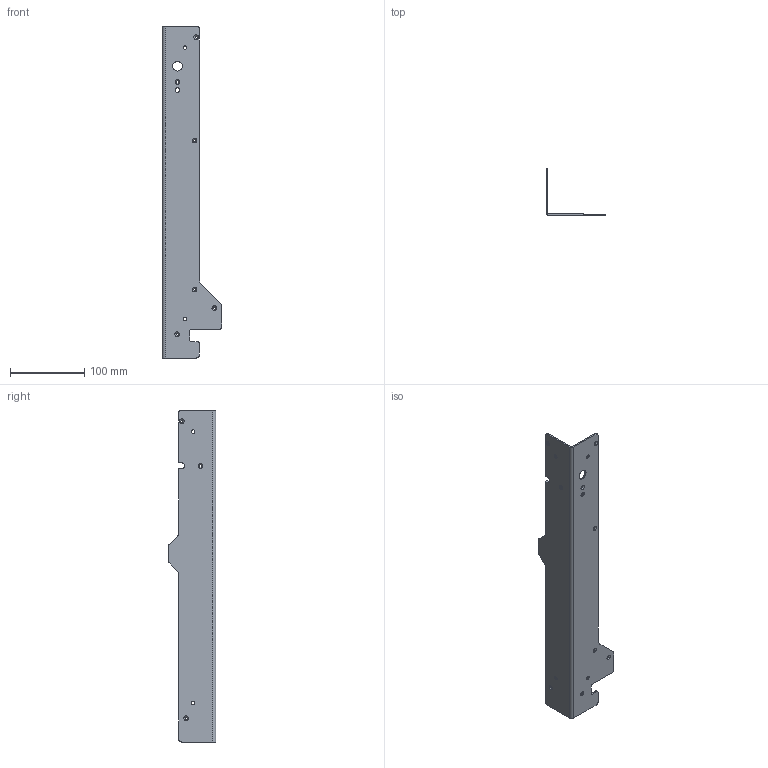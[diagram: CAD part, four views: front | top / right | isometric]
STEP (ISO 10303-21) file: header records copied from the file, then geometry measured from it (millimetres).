
FILE_DESCRIPTION(/* description */ ('ESQUINA DERECHA'),/* implementation_level */ '2;1');
FILE_NAME(/* name */ 'C04H030039-right-corner-metal-sheet.stp',/* time_stamp */ '2014-12-23T08:50:10+01:00',/* author */ ('Startic'),/* organization */ ('MARCHA TECHNOLOGY'),/* preprocessor_version */ 'ST-DEVELOPER v15.6',/* originating_system */ 'Autodesk Inventor LT ',/* authorisation */ '');
FILE_SCHEMA (('AUTOMOTIVE_DESIGN { 1 0 10303 214 3 1 1 }'));
Length unit declared in the file: millimetre
Products named in the file (1): C04H030039-right-corner-metal-sheet
Bounding box: 80 x 64 x 446 mm (x, y, z)
Volume: 88752.4 mm3; surface area: 91591.3 mm2
Topology: 1 solids, 1 shells, 64 faces, 190 edges, 128 vertices
Faces by surface type: cylinder 34, plane 21, cone 9
Full cylindrical faces by diameter (mm): 3.4 x9, 4.917 x4, 6.3 x1, 13 x1
Entity records: 2030 total; most frequent: DIRECTION 360, CARTESIAN_POINT 333, ORIENTED_EDGE 306, EDGE_CURVE 153, AXIS2_PLACEMENT_3D 142, EDGE_LOOP 118, VERTEX_POINT 115, CIRCLE 77
